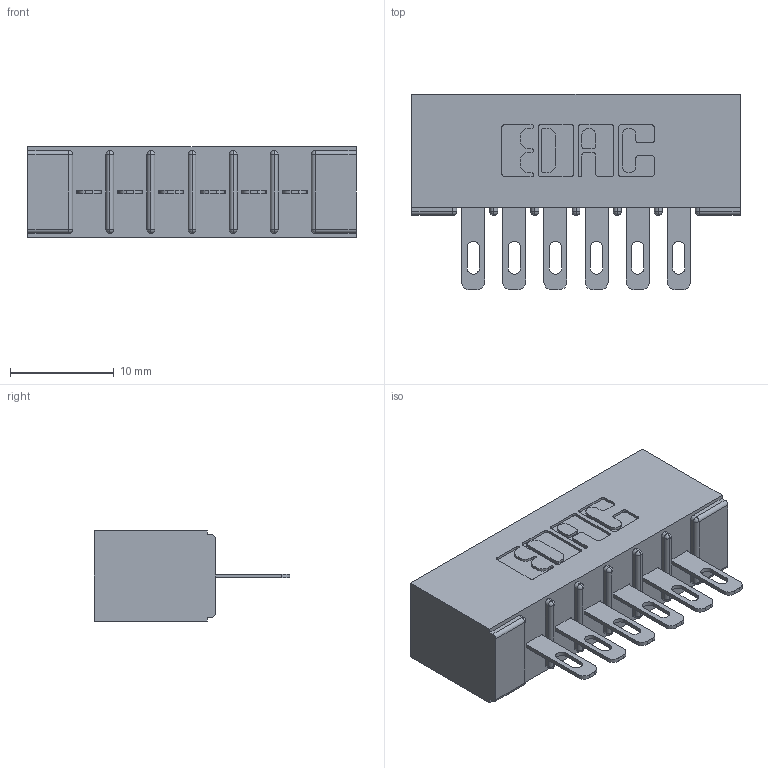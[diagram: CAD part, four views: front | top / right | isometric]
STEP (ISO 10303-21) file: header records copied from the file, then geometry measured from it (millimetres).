
FILE_DESCRIPTION (( 'STEP AP203' ), '1' );
FILE_NAME ('306-006-500-101.STEP', '2019-09-11T18:45:22', ( '' ), ( '' ), 'SwSTEP 2.0', 'SolidWorks 2016', '' );
FILE_SCHEMA (( 'CONFIG_CONTROL_DESIGN' ));
Length unit declared in the file: inch
Products named in the file (3): 306 Part_No Mounting; 306-006-500-101; 306-290-001_100
Assembly tree (7 placements, depth 2):
  306-006-500-101
    306 Part_No Mounting
    306-290-001_100  x6
Bounding box: 31.65 x 18.87 x 8.71 mm (x, y, z)
Volume: 2385.9 mm3; surface area: 3386.7 mm2
Topology: 7 solids, 7 shells, 564 faces, 1582 edges, 1020 vertices
Faces by surface type: plane 364, cylinder 176, sphere 24
Entity records: 10145 total; most frequent: CARTESIAN_POINT 1697, DIRECTION 1678, ORIENTED_EDGE 1676, EDGE_CURVE 838, LINE 636, VECTOR 636, VERTEX_POINT 540, AXIS2_PLACEMENT_3D 521
